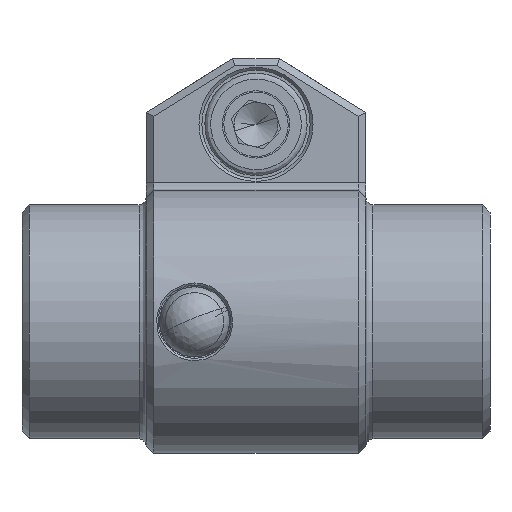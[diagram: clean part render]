
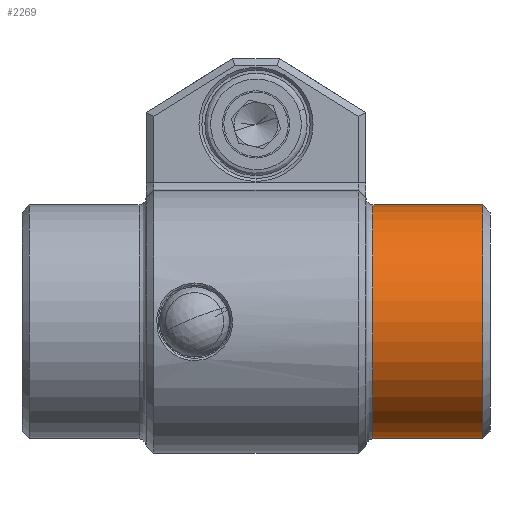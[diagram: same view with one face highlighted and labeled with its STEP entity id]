
A CAD part, front view. The second image highlights one B-rep face of the part: STEP entity #2269.
In plain terms, the highlighted cylindrical face has radius 8 mm (diameter 16 mm), a partial arc.
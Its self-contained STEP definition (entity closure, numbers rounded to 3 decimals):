
#78 = DIRECTION ( 'NONE',  ( 1., 0., 0. ) ) ;
#141 = LINE ( 'NONE', #4792, #833 ) ;
#254 = CARTESIAN_POINT ( 'NONE',  ( 15.5, 9., -4.5 ) ) ;
#262 = EDGE_CURVE ( 'NONE', #4316, #4315, #141, .T. ) ;
#399 = AXIS2_PLACEMENT_3D ( 'NONE', #254, #1762, #1204 ) ;
#454 = AXIS2_PLACEMENT_3D ( 'NONE', #2503, #78, #4382 ) ;
#694 = CARTESIAN_POINT ( 'NONE',  ( 15.5, 9., 3.5 ) ) ;
#812 = CIRCLE ( 'NONE', #2123, 8. ) ;
#833 = VECTOR ( 'NONE', #1938, 1000. ) ;
#891 = EDGE_CURVE ( 'NONE', #3643, #4315, #1889, .T. ) ;
#1057 = CARTESIAN_POINT ( 'NONE',  ( 15.5, 9., -12.5 ) ) ;
#1204 = DIRECTION ( 'NONE',  ( 0., 0., 1. ) ) ;
#1268 = DIRECTION ( 'NONE',  ( 0., 0., -1. ) ) ;
#1762 = DIRECTION ( 'NONE',  ( -1., 0., 0. ) ) ;
#1782 = CARTESIAN_POINT ( 'NONE',  ( 8., 9., -12.5 ) ) ;
#1889 = CIRCLE ( 'NONE', #399, 8. ) ;
#1938 = DIRECTION ( 'NONE',  ( 1., 0., 0. ) ) ;
#2065 = ORIENTED_EDGE ( 'NONE', *, *, #891, .T. ) ;
#2123 = AXIS2_PLACEMENT_3D ( 'NONE', #2741, #3187, #1268 ) ;
#2136 = VECTOR ( 'NONE', #3971, 1000. ) ;
#2269 = ADVANCED_FACE ( 'NONE', ( #6170 ), #4274, .T. ) ;
#2503 = CARTESIAN_POINT ( 'NONE',  ( 7.5, 9., -4.5 ) ) ;
#2741 = CARTESIAN_POINT ( 'NONE',  ( 8., 9., -4.5 ) ) ;
#2854 = ORIENTED_EDGE ( 'NONE', *, *, #4731, .T. ) ;
#3187 = DIRECTION ( 'NONE',  ( 1., 0., 0. ) ) ;
#3643 = VERTEX_POINT ( 'NONE', #1057 ) ;
#3809 = LINE ( 'NONE', #5458, #2136 ) ;
#3971 = DIRECTION ( 'NONE',  ( 1., 0., 0. ) ) ;
#4274 = CYLINDRICAL_SURFACE ( 'NONE', #454, 8. ) ;
#4315 = VERTEX_POINT ( 'NONE', #694 ) ;
#4316 = VERTEX_POINT ( 'NONE', #4640 ) ;
#4382 = DIRECTION ( 'NONE',  ( 0., 0., -1. ) ) ;
#4640 = CARTESIAN_POINT ( 'NONE',  ( 8., 9., 3.5 ) ) ;
#4731 = EDGE_CURVE ( 'NONE', #5039, #3643, #3809, .T. ) ;
#4792 = CARTESIAN_POINT ( 'NONE',  ( 7.5, 9., 3.5 ) ) ;
#4931 = ORIENTED_EDGE ( 'NONE', *, *, #5914, .T. ) ;
#5039 = VERTEX_POINT ( 'NONE', #1782 ) ;
#5458 = CARTESIAN_POINT ( 'NONE',  ( 7.5, 9., -12.5 ) ) ;
#5791 = ORIENTED_EDGE ( 'NONE', *, *, #262, .F. ) ;
#5817 = EDGE_LOOP ( 'NONE', ( #5791, #4931, #2854, #2065 ) ) ;
#5914 = EDGE_CURVE ( 'NONE', #4316, #5039, #812, .T. ) ;
#6170 = FACE_OUTER_BOUND ( 'NONE', #5817, .T. ) ;
